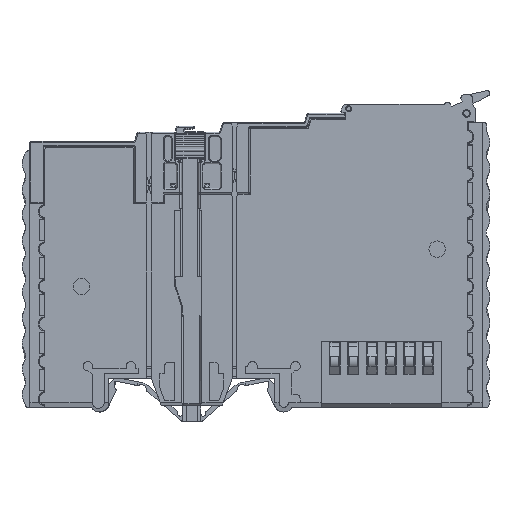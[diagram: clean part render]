
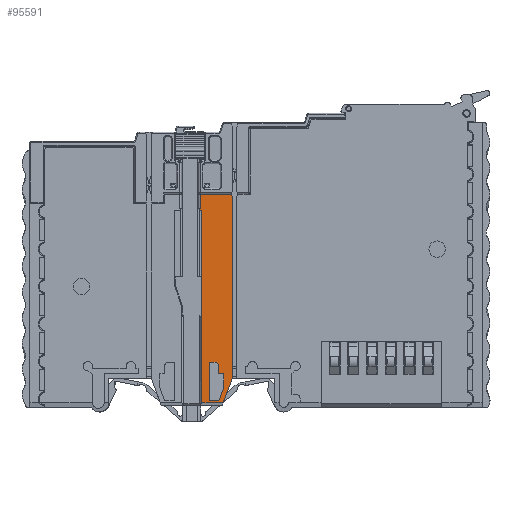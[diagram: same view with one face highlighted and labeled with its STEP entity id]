
A CAD part, top view. The second image highlights one B-rep face of the part: STEP entity #95591.
In plain terms, the highlighted planar face has unit normal (0, 0, 1).
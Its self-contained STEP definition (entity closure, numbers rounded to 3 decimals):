
#27746=DIRECTION('',(0.,-1.,0.));
#27747=VECTOR('',#27746,0.4);
#27748=CARTESIAN_POINT('',(36.4,42.5,14.8));
#27749=LINE('',#27748,#27747);
#27774=DIRECTION('',(-1.,0.,0.));
#27775=VECTOR('',#27774,6.625);
#27776=CARTESIAN_POINT('',(43.025,45.55,14.8));
#27777=LINE('',#27776,#27775);
#27913=DIRECTION('',(0.371,-0.928,0.));
#27914=VECTOR('',#27913,0.539);
#27915=CARTESIAN_POINT('',(43.025,45.55,14.8));
#27916=LINE('',#27915,#27914);
#27917=DIRECTION('',(0.,-1.,0.));
#27918=VECTOR('',#27917,38.85);
#27919=CARTESIAN_POINT('',(43.225,45.05,14.8));
#27920=LINE('',#27919,#27918);
#27921=DIRECTION('',(-0.348,-0.938,
0.));
#27922=VECTOR('',#27921,5.546);
#27923=CARTESIAN_POINT('',(43.225,6.2,14.8));
#27924=LINE('',#27923,#27922);
#27925=DIRECTION('',(-1.,0.,0.));
#27926=VECTOR('',#27925,4.547);
#27927=CARTESIAN_POINT('',(41.297,1.,14.8));
#27928=LINE('',#27927,#27926);
#27929=DIRECTION('',(0.348,0.938,0.));
#27930=VECTOR('',#27929,3.009);
#27931=CARTESIAN_POINT('',(40.379,1.4,14.8));
#27932=LINE('',#27931,#27930);
#27933=DIRECTION('',(0.,1.,0.));
#27934=VECTOR('',#27933,2.979);
#27935=CARTESIAN_POINT('',(41.425,4.221,14.8));
#27936=LINE('',#27935,#27934);
#27937=DIRECTION('',(-1.,0.,0.));
#27938=VECTOR('',#27937,1.075);
#27939=CARTESIAN_POINT('',(41.425,7.2,14.8));
#27940=LINE('',#27939,#27938);
#27941=DIRECTION('',(0.,1.,0.));
#27942=VECTOR('',#27941,1.6);
#27943=CARTESIAN_POINT('',(40.35,7.2,14.8));
#27944=LINE('',#27943,#27942);
#27945=CARTESIAN_POINT('',(39.55,8.8,14.8));
#27946=DIRECTION('',(0.,0.,1.));
#27947=DIRECTION('',(1.,0.,0.));
#27948=AXIS2_PLACEMENT_3D('',#27945,#27946,#27947);
#27950=DIRECTION('',(-1.,0.,0.));
#27951=VECTOR('',#27950,1.275);
#27952=CARTESIAN_POINT('',(39.55,9.6,14.8));
#27953=LINE('',#27952,#27951);
#27954=DIRECTION('',(0.,-1.,0.));
#27955=VECTOR('',#27954,8.2);
#27956=CARTESIAN_POINT('',(38.275,9.6,14.8));
#27957=LINE('',#27956,#27955);
#27958=DIRECTION('',(1.,0.,0.));
#27959=VECTOR('',#27958,2.104);
#27960=CARTESIAN_POINT('',(38.275,1.4,14.8));
#27961=LINE('',#27960,#27959);
#27981=DIRECTION('',(0.,-1.,0.));
#27982=VECTOR('',#27981,18.4);
#27983=CARTESIAN_POINT('',(36.75,19.4,14.8));
#27984=LINE('',#27983,#27982);
#28001=DIRECTION('',(0.,-1.,0.));
#28002=VECTOR('',#28001,22.7);
#28003=CARTESIAN_POINT('',(36.75,42.1,14.8));
#28004=LINE('',#28003,#28002);
#28025=DIRECTION('',(1.,0.,0.));
#28026=VECTOR('',#28025,0.35);
#28027=CARTESIAN_POINT('',(36.4,42.1,14.8));
#28028=LINE('',#28027,#28026);
#28348=DIRECTION('',(0.,-1.,0.));
#28349=VECTOR('',#28348,3.05);
#28350=CARTESIAN_POINT('',(36.4,45.55,14.8));
#28351=LINE('',#28350,#28349);
#55599=CARTESIAN_POINT('',(36.4,42.5,14.8));
#55600=VERTEX_POINT('',#55599);
#55601=CARTESIAN_POINT('',(36.4,42.1,14.8));
#55602=VERTEX_POINT('',#55601);
#55604=CARTESIAN_POINT('',(43.025,45.55,14.8));
#55605=VERTEX_POINT('',#55604);
#55606=CARTESIAN_POINT('',(36.4,45.55,14.8));
#55607=VERTEX_POINT('',#55606);
#55610=CARTESIAN_POINT('',(43.225,45.05,14.8));
#55611=VERTEX_POINT('',#55610);
#55614=CARTESIAN_POINT('',(43.225,6.2,14.8));
#55615=VERTEX_POINT('',#55614);
#55642=CARTESIAN_POINT('',(41.297,1.,14.8));
#55643=CARTESIAN_POINT('',(36.75,1.,14.8));
#55644=VERTEX_POINT('',#55642);
#55645=VERTEX_POINT('',#55643);
#55646=CARTESIAN_POINT('',(36.75,19.4,14.8));
#55647=VERTEX_POINT('',#55646);
#55648=CARTESIAN_POINT('',(36.75,42.1,14.8));
#55649=VERTEX_POINT('',#55648);
#55650=CARTESIAN_POINT('',(40.379,1.4,14.8));
#55651=CARTESIAN_POINT('',(41.425,4.221,14.8));
#55652=VERTEX_POINT('',#55650);
#55653=VERTEX_POINT('',#55651);
#55654=CARTESIAN_POINT('',(41.425,7.2,14.8));
#55655=VERTEX_POINT('',#55654);
#55656=CARTESIAN_POINT('',(40.35,7.2,14.8));
#55657=VERTEX_POINT('',#55656);
#55658=CARTESIAN_POINT('',(40.35,8.8,14.8));
#55659=VERTEX_POINT('',#55658);
#55660=CARTESIAN_POINT('',(39.55,9.6,14.8));
#55661=VERTEX_POINT('',#55660);
#55662=CARTESIAN_POINT('',(38.275,9.6,14.8));
#55663=VERTEX_POINT('',#55662);
#55664=CARTESIAN_POINT('',(38.275,1.4,14.8));
#55665=VERTEX_POINT('',#55664);
#95551=CARTESIAN_POINT('',(39.813,23.275,14.8));
#95552=DIRECTION('',(0.,0.,1.));
#95553=DIRECTION('',(1.,0.,0.));
#95554=AXIS2_PLACEMENT_3D('',#95551,#95552,#95553);
#95555=PLANE('',#95554);
#95556=ORIENTED_EDGE('',*,*,#95345,.T.);
#95557=ORIENTED_EDGE('',*,*,#95361,.T.);
#95559=ORIENTED_EDGE('',*,*,#95558,.T.);
#95560=ORIENTED_EDGE('',*,*,#95541,.T.);
#95562=ORIENTED_EDGE('',*,*,#95561,.F.);
#95564=ORIENTED_EDGE('',*,*,#95563,.F.);
#95566=ORIENTED_EDGE('',*,*,#95565,.F.);
#95567=ORIENTED_EDGE('',*,*,#95281,.F.);
#95569=ORIENTED_EDGE('',*,*,#95568,.F.);
#95570=ORIENTED_EDGE('',*,*,#95325,.F.);
#95571=EDGE_LOOP('',(#95556,#95557,#95559,#95560,#95562,#95564,#95566,#95567,
#95569,#95570));
#95572=FACE_OUTER_BOUND('',#95571,.F.);
#95574=ORIENTED_EDGE('',*,*,#95573,.T.);
#95576=ORIENTED_EDGE('',*,*,#95575,.T.);
#95578=ORIENTED_EDGE('',*,*,#95577,.T.);
#95580=ORIENTED_EDGE('',*,*,#95579,.T.);
#95582=ORIENTED_EDGE('',*,*,#95581,.T.);
#95584=ORIENTED_EDGE('',*,*,#95583,.T.);
#95586=ORIENTED_EDGE('',*,*,#95585,.T.);
#95588=ORIENTED_EDGE('',*,*,#95587,.T.);
#95589=EDGE_LOOP('',(#95574,#95576,#95578,#95580,#95582,#95584,#95586,#95588));
#95590=FACE_BOUND('',#95589,.F.);
#95591=ADVANCED_FACE('',(#95572,#95590),#95555,.T.);
#27949=CIRCLE('',#27948,0.8);
#95281=EDGE_CURVE('',#55600,#55602,#27749,.T.);
#95325=EDGE_CURVE('',#55605,#55607,#27777,.T.);
#95345=EDGE_CURVE('',#55605,#55611,#27916,.T.);
#95361=EDGE_CURVE('',#55611,#55615,#27920,.T.);
#95541=EDGE_CURVE('',#55644,#55645,#27928,.T.);
#95558=EDGE_CURVE('',#55615,#55644,#27924,.T.);
#95561=EDGE_CURVE('',#55647,#55645,#27984,.T.);
#95563=EDGE_CURVE('',#55649,#55647,#28004,.T.);
#95565=EDGE_CURVE('',#55602,#55649,#28028,.T.);
#95568=EDGE_CURVE('',#55607,#55600,#28351,.T.);
#95573=EDGE_CURVE('',#55652,#55653,#27932,.T.);
#95575=EDGE_CURVE('',#55653,#55655,#27936,.T.);
#95577=EDGE_CURVE('',#55655,#55657,#27940,.T.);
#95579=EDGE_CURVE('',#55657,#55659,#27944,.T.);
#95581=EDGE_CURVE('',#55659,#55661,#27949,.T.);
#95583=EDGE_CURVE('',#55661,#55663,#27953,.T.);
#95585=EDGE_CURVE('',#55663,#55665,#27957,.T.);
#95587=EDGE_CURVE('',#55665,#55652,#27961,.T.);
